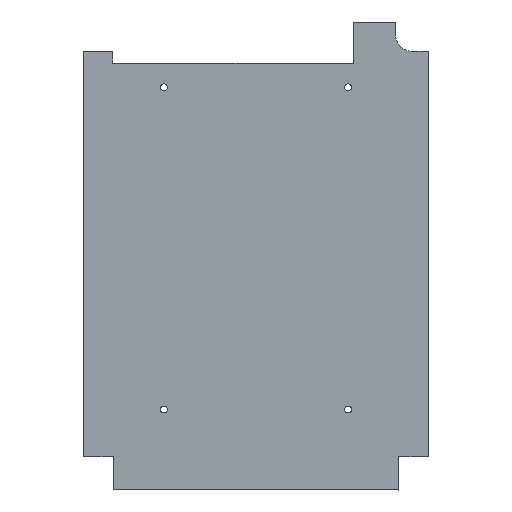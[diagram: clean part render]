
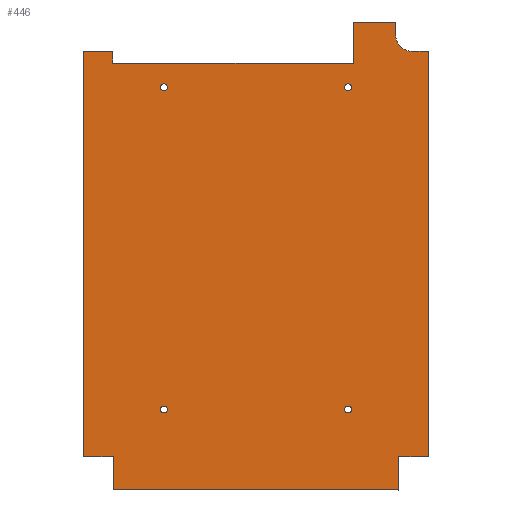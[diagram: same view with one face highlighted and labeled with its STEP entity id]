
A CAD part, top view. The second image highlights one B-rep face of the part: STEP entity #446.
In plain terms, the highlighted planar face has unit normal (0, 0, 1).
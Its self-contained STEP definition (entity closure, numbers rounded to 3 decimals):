
#15=FACE_BOUND('',#80,.T.);
#16=FACE_BOUND('',#81,.T.);
#17=FACE_BOUND('',#82,.T.);
#18=FACE_BOUND('',#83,.T.);
#37=PLANE('',#501);
#58=FACE_OUTER_BOUND('',#79,.T.);
#79=EDGE_LOOP('',(#380,#381,#382,#383,#384,#385,#386,#387,#388,#389,#390,
#391,#392,#393,#394));
#80=EDGE_LOOP('',(#395));
#81=EDGE_LOOP('',(#396));
#82=EDGE_LOOP('',(#397));
#83=EDGE_LOOP('',(#398));
#95=LINE('',#662,#142);
#98=LINE('',#668,#145);
#101=LINE('',#674,#148);
#104=LINE('',#680,#151);
#108=LINE('',#692,#155);
#111=LINE('',#698,#158);
#114=LINE('',#704,#161);
#117=LINE('',#710,#164);
#120=LINE('',#716,#167);
#123=LINE('',#722,#170);
#126=LINE('',#728,#173);
#129=LINE('',#734,#176);
#132=LINE('',#740,#179);
#135=LINE('',#744,#182);
#142=VECTOR('',#545,10.);
#145=VECTOR('',#550,10.);
#148=VECTOR('',#555,10.);
#151=VECTOR('',#560,10.);
#155=VECTOR('',#572,10.);
#158=VECTOR('',#577,10.);
#161=VECTOR('',#582,10.);
#164=VECTOR('',#587,10.);
#167=VECTOR('',#592,10.);
#170=VECTOR('',#597,10.);
#173=VECTOR('',#602,10.);
#176=VECTOR('',#607,10.);
#179=VECTOR('',#612,10.);
#182=VECTOR('',#617,10.);
#185=CIRCLE('',#471,0.75);
#188=CIRCLE('',#475,0.75);
#191=CIRCLE('',#479,0.75);
#194=CIRCLE('',#483,0.75);
#196=CIRCLE('',#490,3.735);
#199=VERTEX_POINT('',#628);
#202=VERTEX_POINT('',#636);
#205=VERTEX_POINT('',#644);
#208=VERTEX_POINT('',#652);
#211=VERTEX_POINT('',#659);
#212=VERTEX_POINT('',#661);
#214=VERTEX_POINT('',#667);
#216=VERTEX_POINT('',#673);
#218=VERTEX_POINT('',#679);
#220=VERTEX_POINT('',#685);
#222=VERTEX_POINT('',#691);
#224=VERTEX_POINT('',#697);
#226=VERTEX_POINT('',#703);
#228=VERTEX_POINT('',#709);
#230=VERTEX_POINT('',#715);
#232=VERTEX_POINT('',#721);
#234=VERTEX_POINT('',#727);
#236=VERTEX_POINT('',#733);
#238=VERTEX_POINT('',#739);
#242=EDGE_CURVE('',#199,#199,#185,.T.);
#246=EDGE_CURVE('',#202,#202,#188,.T.);
#250=EDGE_CURVE('',#205,#205,#191,.T.);
#254=EDGE_CURVE('',#208,#208,#194,.T.);
#257=EDGE_CURVE('',#212,#211,#95,.T.);
#260=EDGE_CURVE('',#214,#212,#98,.T.);
#263=EDGE_CURVE('',#216,#214,#101,.T.);
#266=EDGE_CURVE('',#218,#216,#104,.T.);
#269=EDGE_CURVE('',#220,#218,#196,.T.);
#272=EDGE_CURVE('',#222,#220,#108,.T.);
#275=EDGE_CURVE('',#224,#222,#111,.T.);
#278=EDGE_CURVE('',#226,#224,#114,.T.);
#281=EDGE_CURVE('',#228,#226,#117,.T.);
#284=EDGE_CURVE('',#230,#228,#120,.T.);
#287=EDGE_CURVE('',#232,#230,#123,.T.);
#290=EDGE_CURVE('',#234,#232,#126,.T.);
#293=EDGE_CURVE('',#236,#234,#129,.T.);
#296=EDGE_CURVE('',#238,#236,#132,.T.);
#299=EDGE_CURVE('',#211,#238,#135,.T.);
#380=ORIENTED_EDGE('',*,*,#299,.T.);
#381=ORIENTED_EDGE('',*,*,#296,.T.);
#382=ORIENTED_EDGE('',*,*,#293,.T.);
#383=ORIENTED_EDGE('',*,*,#290,.T.);
#384=ORIENTED_EDGE('',*,*,#287,.T.);
#385=ORIENTED_EDGE('',*,*,#284,.T.);
#386=ORIENTED_EDGE('',*,*,#281,.T.);
#387=ORIENTED_EDGE('',*,*,#278,.T.);
#388=ORIENTED_EDGE('',*,*,#275,.T.);
#389=ORIENTED_EDGE('',*,*,#272,.T.);
#390=ORIENTED_EDGE('',*,*,#269,.T.);
#391=ORIENTED_EDGE('',*,*,#266,.T.);
#392=ORIENTED_EDGE('',*,*,#263,.T.);
#393=ORIENTED_EDGE('',*,*,#260,.T.);
#394=ORIENTED_EDGE('',*,*,#257,.T.);
#395=ORIENTED_EDGE('',*,*,#242,.T.);
#396=ORIENTED_EDGE('',*,*,#246,.T.);
#397=ORIENTED_EDGE('',*,*,#250,.T.);
#398=ORIENTED_EDGE('',*,*,#254,.T.);
#446=ADVANCED_FACE('',(#58,#15,#16,#17,#18),#37,.T.);
#471=AXIS2_PLACEMENT_3D('',#630,#512,#513);
#475=AXIS2_PLACEMENT_3D('',#638,#521,#522);
#479=AXIS2_PLACEMENT_3D('',#646,#530,#531);
#483=AXIS2_PLACEMENT_3D('',#654,#539,#540);
#490=AXIS2_PLACEMENT_3D('',#686,#566,#567);
#501=AXIS2_PLACEMENT_3D('',#745,#618,#619);
#512=DIRECTION('center_axis',(0.,0.,-1.));
#513=DIRECTION('ref_axis',(1.,0.,0.));
#521=DIRECTION('center_axis',(0.,0.,-1.));
#522=DIRECTION('ref_axis',(1.,0.,0.));
#530=DIRECTION('center_axis',(0.,0.,-1.));
#531=DIRECTION('ref_axis',(1.,0.,0.));
#539=DIRECTION('center_axis',(0.,0.,-1.));
#540=DIRECTION('ref_axis',(1.,0.,0.));
#545=DIRECTION('',(-1.,0.,0.));
#550=DIRECTION('',(0.,-1.,0.));
#555=DIRECTION('',(-1.,0.,0.));
#560=DIRECTION('',(0.,1.,0.));
#566=DIRECTION('center_axis',(0.,0.,-1.));
#567=DIRECTION('ref_axis',(1.,0.,0.));
#572=DIRECTION('',(-1.,0.,0.));
#577=DIRECTION('',(0.,1.,0.));
#582=DIRECTION('',(1.,0.,0.));
#587=DIRECTION('',(0.,1.,0.));
#592=DIRECTION('',(1.,0.,0.));
#597=DIRECTION('',(0.,-1.,0.));
#602=DIRECTION('',(1.,0.,0.));
#607=DIRECTION('',(0.,-1.,0.));
#612=DIRECTION('',(-1.,0.,0.));
#617=DIRECTION('',(0.,1.,0.));
#618=DIRECTION('center_axis',(0.,0.,1.));
#619=DIRECTION('ref_axis',(1.,0.,0.));
#628=CARTESIAN_POINT('',(-41.09,-6.168,1.));
#630=CARTESIAN_POINT('Origin',(-40.34,-6.168,1.));
#636=CARTESIAN_POINT('',(-41.09,-76.168,1.));
#638=CARTESIAN_POINT('Origin',(-40.34,-76.168,1.));
#644=CARTESIAN_POINT('',(-1.09,-76.168,1.));
#646=CARTESIAN_POINT('Origin',(-0.34,-76.168,1.));
#652=CARTESIAN_POINT('',(-1.09,-6.168,1.));
#654=CARTESIAN_POINT('Origin',(-0.34,-6.168,1.));
#659=CARTESIAN_POINT('',(-51.49,-0.928,1.));
#661=CARTESIAN_POINT('',(0.81,-0.928,1.));
#662=CARTESIAN_POINT('',(17.16,-0.928,1.));
#667=CARTESIAN_POINT('',(0.81,8.032,1.));
#668=CARTESIAN_POINT('',(0.81,8.032,1.));
#673=CARTESIAN_POINT('',(9.96,8.032,1.));
#674=CARTESIAN_POINT('',(18.16,8.032,1.));
#679=CARTESIAN_POINT('',(9.96,5.367,1.));
#680=CARTESIAN_POINT('',(9.96,5.367,1.));
#685=CARTESIAN_POINT('',(13.695,1.632,1.));
#686=CARTESIAN_POINT('Origin',(13.695,5.367,1.));
#691=CARTESIAN_POINT('',(17.16,1.632,1.));
#692=CARTESIAN_POINT('',(17.16,1.632,1.));
#697=CARTESIAN_POINT('',(17.16,-86.468,1.));
#698=CARTESIAN_POINT('',(17.16,-86.468,1.));
#703=CARTESIAN_POINT('',(10.66,-86.468,1.));
#704=CARTESIAN_POINT('',(10.66,-86.468,1.));
#709=CARTESIAN_POINT('',(10.66,-93.668,1.));
#710=CARTESIAN_POINT('',(10.66,-93.668,1.));
#715=CARTESIAN_POINT('',(-51.34,-93.668,1.));
#716=CARTESIAN_POINT('',(-51.34,-93.668,1.));
#721=CARTESIAN_POINT('',(-51.34,-86.468,1.));
#722=CARTESIAN_POINT('',(-51.34,-86.468,1.));
#727=CARTESIAN_POINT('',(-57.84,-86.468,1.));
#728=CARTESIAN_POINT('',(-57.84,-86.468,1.));
#733=CARTESIAN_POINT('',(-57.84,1.632,1.));
#734=CARTESIAN_POINT('',(-57.84,1.632,1.));
#739=CARTESIAN_POINT('',(-51.49,1.632,1.));
#740=CARTESIAN_POINT('',(-51.49,1.632,1.));
#744=CARTESIAN_POINT('',(-51.49,-0.928,1.));
#745=CARTESIAN_POINT('Origin',(-54.665,0.352,1.));
